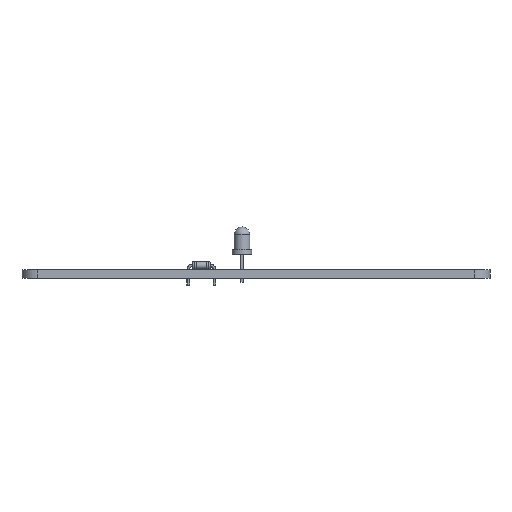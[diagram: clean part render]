
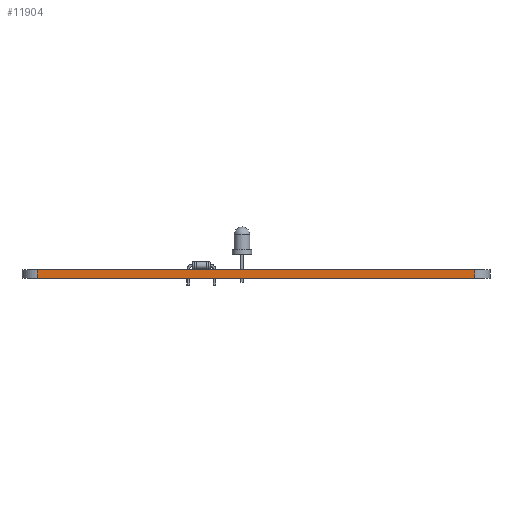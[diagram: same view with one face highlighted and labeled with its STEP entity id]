
A CAD part, front view. The second image highlights one B-rep face of the part: STEP entity #11904.
In plain terms, the highlighted planar face has unit normal (0, -1, 0).
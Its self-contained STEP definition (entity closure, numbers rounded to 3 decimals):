
#2846 = PLANE('',#2847);
#2847 = AXIS2_PLACEMENT_3D('',#2848,#2849,#2850);
#2848 = CARTESIAN_POINT('',(132.5,-90.5,1.6));
#2849 = DIRECTION('',(0.,0.,1.));
#2850 = DIRECTION('',(1.,0.,0.));
#2900 = PLANE('',#2901);
#2901 = AXIS2_PLACEMENT_3D('',#2902,#2903,#2904);
#2902 = CARTESIAN_POINT('',(132.5,-90.5,0.));
#2903 = DIRECTION('',(0.,0.,1.));
#2904 = DIRECTION('',(1.,0.,0.));
#3097 = VERTEX_POINT('',#3098);
#3098 = CARTESIAN_POINT('',(90.,-127.,0.));
#3113 = CYLINDRICAL_SURFACE('',#3114,3.);
#3114 = AXIS2_PLACEMENT_3D('',#3115,#3116,#3117);
#3115 = CARTESIAN_POINT('',(90.,-124.,0.));
#3116 = DIRECTION('',(0.,0.,-1.));
#3117 = DIRECTION('',(1.,0.,0.));
#3125 = EDGE_CURVE('',#3097,#3126,#3128,.T.);
#3126 = VERTEX_POINT('',#3127);
#3127 = CARTESIAN_POINT('',(175.,-127.,0.));
#3128 = SURFACE_CURVE('',#3129,(#3133,#3140),.PCURVE_S1.);
#3129 = LINE('',#3130,#3131);
#3130 = CARTESIAN_POINT('',(90.,-127.,0.));
#3131 = VECTOR('',#3132,1.);
#3132 = DIRECTION('',(1.,0.,0.));
#3133 = PCURVE('',#2900,#3134);
#3134 = DEFINITIONAL_REPRESENTATION('',(#3135),#3139);
#3135 = LINE('',#3136,#3137);
#3136 = CARTESIAN_POINT('',(-42.5,-36.5));
#3137 = VECTOR('',#3138,1.);
#3138 = DIRECTION('',(1.,0.));
#3139 = ( GEOMETRIC_REPRESENTATION_CONTEXT(2) 
PARAMETRIC_REPRESENTATION_CONTEXT() REPRESENTATION_CONTEXT('2D SPACE',''
  ) );
#3140 = PCURVE('',#3141,#3146);
#3141 = PLANE('',#3142);
#3142 = AXIS2_PLACEMENT_3D('',#3143,#3144,#3145);
#3143 = CARTESIAN_POINT('',(90.,-127.,0.));
#3144 = DIRECTION('',(0.,1.,0.));
#3145 = DIRECTION('',(1.,0.,0.));
#3146 = DEFINITIONAL_REPRESENTATION('',(#3147),#3151);
#3147 = LINE('',#3148,#3149);
#3148 = CARTESIAN_POINT('',(0.,0.));
#3149 = VECTOR('',#3150,1.);
#3150 = DIRECTION('',(1.,0.));
#3151 = ( GEOMETRIC_REPRESENTATION_CONTEXT(2) 
PARAMETRIC_REPRESENTATION_CONTEXT() REPRESENTATION_CONTEXT('2D SPACE',''
  ) );
#3170 = CYLINDRICAL_SURFACE('',#3171,3.);
#3171 = AXIS2_PLACEMENT_3D('',#3172,#3173,#3174);
#3172 = CARTESIAN_POINT('',(175.,-124.,0.));
#3173 = DIRECTION('',(0.,0.,-1.));
#3174 = DIRECTION('',(1.,0.,0.));
#7849 = VERTEX_POINT('',#7850);
#7850 = CARTESIAN_POINT('',(90.,-127.,1.6));
#7872 = EDGE_CURVE('',#7849,#7873,#7875,.T.);
#7873 = VERTEX_POINT('',#7874);
#7874 = CARTESIAN_POINT('',(175.,-127.,1.6));
#7875 = SURFACE_CURVE('',#7876,(#7880,#7887),.PCURVE_S1.);
#7876 = LINE('',#7877,#7878);
#7877 = CARTESIAN_POINT('',(90.,-127.,1.6));
#7878 = VECTOR('',#7879,1.);
#7879 = DIRECTION('',(1.,0.,0.));
#7880 = PCURVE('',#2846,#7881);
#7881 = DEFINITIONAL_REPRESENTATION('',(#7882),#7886);
#7882 = LINE('',#7883,#7884);
#7883 = CARTESIAN_POINT('',(-42.5,-36.5));
#7884 = VECTOR('',#7885,1.);
#7885 = DIRECTION('',(1.,0.));
#7886 = ( GEOMETRIC_REPRESENTATION_CONTEXT(2) 
PARAMETRIC_REPRESENTATION_CONTEXT() REPRESENTATION_CONTEXT('2D SPACE',''
  ) );
#7887 = PCURVE('',#3141,#7888);
#7888 = DEFINITIONAL_REPRESENTATION('',(#7889),#7893);
#7889 = LINE('',#7890,#7891);
#7890 = CARTESIAN_POINT('',(0.,-1.6));
#7891 = VECTOR('',#7892,1.);
#7892 = DIRECTION('',(1.,0.));
#7893 = ( GEOMETRIC_REPRESENTATION_CONTEXT(2) 
PARAMETRIC_REPRESENTATION_CONTEXT() REPRESENTATION_CONTEXT('2D SPACE',''
  ) );
#11854 = EDGE_CURVE('',#3126,#7873,#11855,.T.);
#11855 = SURFACE_CURVE('',#11856,(#11860,#11867),.PCURVE_S1.);
#11856 = LINE('',#11857,#11858);
#11857 = CARTESIAN_POINT('',(175.,-127.,0.));
#11858 = VECTOR('',#11859,1.);
#11859 = DIRECTION('',(0.,0.,1.));
#11860 = PCURVE('',#3170,#11861);
#11861 = DEFINITIONAL_REPRESENTATION('',(#11862),#11866);
#11862 = LINE('',#11863,#11864);
#11863 = CARTESIAN_POINT('',(-4.712,0.));
#11864 = VECTOR('',#11865,1.);
#11865 = DIRECTION('',(0.,-1.));
#11866 = ( GEOMETRIC_REPRESENTATION_CONTEXT(2) 
PARAMETRIC_REPRESENTATION_CONTEXT() REPRESENTATION_CONTEXT('2D SPACE',''
  ) );
#11867 = PCURVE('',#3141,#11868);
#11868 = DEFINITIONAL_REPRESENTATION('',(#11869),#11873);
#11869 = LINE('',#11870,#11871);
#11870 = CARTESIAN_POINT('',(85.,0.));
#11871 = VECTOR('',#11872,1.);
#11872 = DIRECTION('',(0.,-1.));
#11873 = ( GEOMETRIC_REPRESENTATION_CONTEXT(2) 
PARAMETRIC_REPRESENTATION_CONTEXT() REPRESENTATION_CONTEXT('2D SPACE',''
  ) );
#11883 = EDGE_CURVE('',#3097,#7849,#11884,.T.);
#11884 = SURFACE_CURVE('',#11885,(#11889,#11896),.PCURVE_S1.);
#11885 = LINE('',#11886,#11887);
#11886 = CARTESIAN_POINT('',(90.,-127.,0.));
#11887 = VECTOR('',#11888,1.);
#11888 = DIRECTION('',(0.,0.,1.));
#11889 = PCURVE('',#3113,#11890);
#11890 = DEFINITIONAL_REPRESENTATION('',(#11891),#11895);
#11891 = LINE('',#11892,#11893);
#11892 = CARTESIAN_POINT('',(-4.712,0.));
#11893 = VECTOR('',#11894,1.);
#11894 = DIRECTION('',(0.,-1.));
#11895 = ( GEOMETRIC_REPRESENTATION_CONTEXT(2) 
PARAMETRIC_REPRESENTATION_CONTEXT() REPRESENTATION_CONTEXT('2D SPACE',''
  ) );
#11896 = PCURVE('',#3141,#11897);
#11897 = DEFINITIONAL_REPRESENTATION('',(#11898),#11902);
#11898 = LINE('',#11899,#11900);
#11899 = CARTESIAN_POINT('',(0.,0.));
#11900 = VECTOR('',#11901,1.);
#11901 = DIRECTION('',(0.,-1.));
#11902 = ( GEOMETRIC_REPRESENTATION_CONTEXT(2) 
PARAMETRIC_REPRESENTATION_CONTEXT() REPRESENTATION_CONTEXT('2D SPACE',''
  ) );
#11904 = ADVANCED_FACE('',(#11905),#3141,.F.);
#11905 = FACE_BOUND('',#11906,.F.);
#11906 = EDGE_LOOP('',(#11907,#11908,#11909,#11910));
#11907 = ORIENTED_EDGE('',*,*,#11883,.T.);
#11908 = ORIENTED_EDGE('',*,*,#7872,.T.);
#11909 = ORIENTED_EDGE('',*,*,#11854,.F.);
#11910 = ORIENTED_EDGE('',*,*,#3125,.F.);
